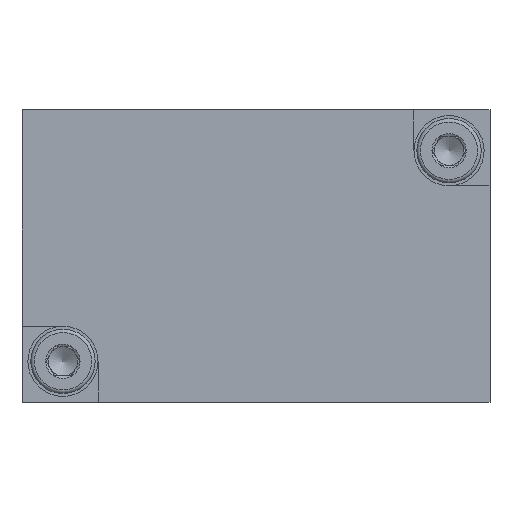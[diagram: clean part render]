
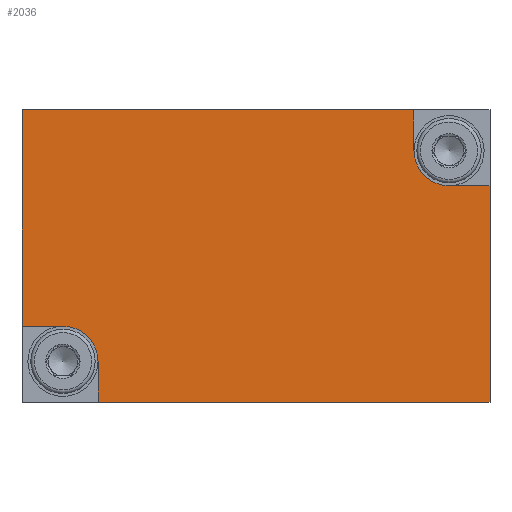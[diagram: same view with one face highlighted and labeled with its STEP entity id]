
A CAD part, front view. The second image highlights one B-rep face of the part: STEP entity #2036.
In plain terms, the highlighted planar face has unit normal (0, -1, 0).
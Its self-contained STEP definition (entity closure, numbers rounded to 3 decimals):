
#363=VECTOR('',#2349,1.);
#364=VECTOR('',#2352,1.);
#365=VECTOR('',#2353,1.);
#366=VECTOR('',#2354,1.);
#367=VECTOR('',#2355,1.);
#368=VECTOR('',#2358,1.);
#369=VECTOR('',#2359,1.);
#370=VECTOR('',#2360,1.);
#522=LINE('',#2842,#363);
#523=LINE('',#2847,#364);
#524=LINE('',#2849,#365);
#525=LINE('',#2851,#366);
#526=LINE('',#2853,#367);
#527=LINE('',#2857,#368);
#528=LINE('',#2859,#369);
#529=LINE('',#2861,#370);
#712=VERTEX_POINT('',#2843);
#713=VERTEX_POINT('',#2844);
#714=VERTEX_POINT('',#2846);
#715=VERTEX_POINT('',#2848);
#716=VERTEX_POINT('',#2850);
#717=VERTEX_POINT('',#2852);
#718=VERTEX_POINT('',#2854);
#719=VERTEX_POINT('',#2856);
#720=VERTEX_POINT('',#2858);
#721=VERTEX_POINT('',#2860);
#891=CIRCLE('',#2145,3.);
#892=CIRCLE('',#2146,3.);
#965=EDGE_CURVE('',#712,#713,#522,.T.);
#966=EDGE_CURVE('',#713,#714,#891,.T.);
#967=EDGE_CURVE('',#714,#715,#523,.T.);
#968=EDGE_CURVE('',#716,#715,#524,.T.);
#969=EDGE_CURVE('',#717,#716,#525,.T.);
#970=EDGE_CURVE('',#717,#718,#526,.T.);
#971=EDGE_CURVE('',#718,#719,#892,.T.);
#972=EDGE_CURVE('',#719,#720,#527,.T.);
#973=EDGE_CURVE('',#721,#720,#528,.T.);
#974=EDGE_CURVE('',#712,#721,#529,.T.);
#1236=ORIENTED_EDGE('',*,*,#965,.T.);
#1237=ORIENTED_EDGE('',*,*,#966,.T.);
#1238=ORIENTED_EDGE('',*,*,#967,.T.);
#1239=ORIENTED_EDGE('',*,*,#968,.F.);
#1240=ORIENTED_EDGE('',*,*,#969,.F.);
#1241=ORIENTED_EDGE('',*,*,#970,.T.);
#1242=ORIENTED_EDGE('',*,*,#971,.T.);
#1243=ORIENTED_EDGE('',*,*,#972,.T.);
#1244=ORIENTED_EDGE('',*,*,#973,.F.);
#1245=ORIENTED_EDGE('',*,*,#974,.F.);
#1770=EDGE_LOOP('',(#1236,#1237,#1238,#1239,#1240,#1241,#1242,#1243,#1244,
#1245));
#1903=FACE_BOUND('',#1770,.T.);
#2036=ADVANCED_FACE('',(#1903),#3629,.F.);
#2144=AXIS2_PLACEMENT_3D('',#2841,#2348,$);
#2145=AXIS2_PLACEMENT_3D('',#2845,#2350,#2351);
#2146=AXIS2_PLACEMENT_3D('',#2855,#2356,#2357);
#2348=DIRECTION('',(0.,1.,0.));
#2349=DIRECTION('',(1.,0.,0.));
#2350=DIRECTION('',(0.,1.,0.));
#2351=DIRECTION('',(3.,0.,0.));
#2352=DIRECTION('',(0.,0.,-1.));
#2353=DIRECTION('',(-1.,0.,0.));
#2354=DIRECTION('',(0.,0.,-1.));
#2355=DIRECTION('',(-1.,0.,0.));
#2356=DIRECTION('',(0.,1.,0.));
#2357=DIRECTION('',(3.,0.,0.));
#2358=DIRECTION('',(0.,0.,1.));
#2359=DIRECTION('',(1.,0.,0.));
#2360=DIRECTION('',(0.,0.,1.));
#2841=CARTESIAN_POINT('',(0.,0.,0.));
#2842=CARTESIAN_POINT('',(0.,0.,-18.5));
#2843=CARTESIAN_POINT('',(0.,0.,-18.5));
#2844=CARTESIAN_POINT('',(3.5,0.,-18.5));
#2845=CARTESIAN_POINT('',(3.5,0.,-21.5));
#2846=CARTESIAN_POINT('',(6.5,0.,-21.5));
#2847=CARTESIAN_POINT('',(6.5,0.,-21.5));
#2848=CARTESIAN_POINT('',(6.5,0.,-25.));
#2849=CARTESIAN_POINT('',(40.,0.,-25.));
#2850=CARTESIAN_POINT('',(40.,0.,-25.));
#2851=CARTESIAN_POINT('',(40.,0.,-6.5));
#2852=CARTESIAN_POINT('',(40.,0.,-6.5));
#2853=CARTESIAN_POINT('',(40.,0.,-6.5));
#2854=CARTESIAN_POINT('',(36.5,0.,-6.5));
#2855=CARTESIAN_POINT('',(36.5,0.,-3.5));
#2856=CARTESIAN_POINT('',(33.5,0.,-3.5));
#2857=CARTESIAN_POINT('',(33.5,0.,-3.5));
#2858=CARTESIAN_POINT('',(33.5,0.,0.));
#2859=CARTESIAN_POINT('',(0.,0.,0.));
#2860=CARTESIAN_POINT('',(0.,0.,0.));
#2861=CARTESIAN_POINT('',(0.,0.,-18.5));
#3629=PLANE('',#2144);
